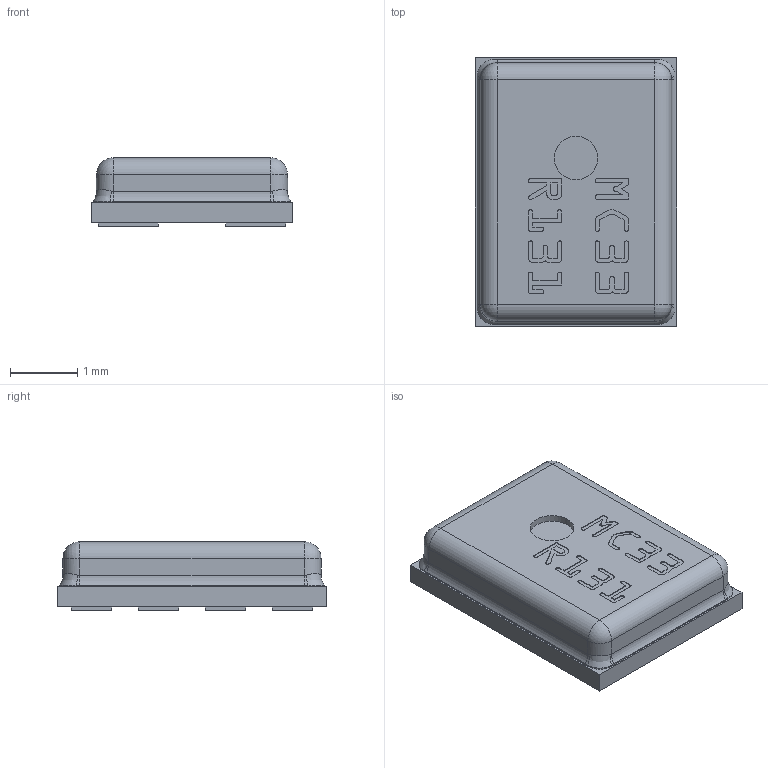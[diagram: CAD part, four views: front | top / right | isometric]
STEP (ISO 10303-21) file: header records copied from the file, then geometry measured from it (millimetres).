
FILE_DESCRIPTION (( 'STEP AP214' ), '1' );
FILE_NAME ('MSM261S4030.STEP', '2021-05-04T09:27:28', ( 'XS' ), ( 'DK' ), 'SwSTEP 2.0', 'SolidWorks 2018', '' );
FILE_SCHEMA (( 'AUTOMOTIVE_DESIGN' ));
Length unit declared in the file: millimetre
Products named in the file (3): MSM261S4030; MSM261S4030_cover
Assembly tree (2 placements, depth 2):
  MSM261S4030
    MSM261S4030
    MSM261S4030_cover
Bounding box: 3 x 4 x 1.02 mm (x, y, z)
Volume: 5.5 mm3; surface area: 74 mm2
Topology: 10 solids, 10 shells, 280 faces, 718 edges, 460 vertices
Faces by surface type: plane 158, bspline 89, cylinder 25, sphere 8
Full cylindrical faces by diameter (mm): 0.65 x1
Entity records: 13536 total; most frequent: CARTESIAN_POINT 4763, ORIENTED_EDGE 1418, DIRECTION 989, EDGE_CURVE 709, LINE 489, VECTOR 489, VERTEX_POINT 460, EDGE_LOOP 293
